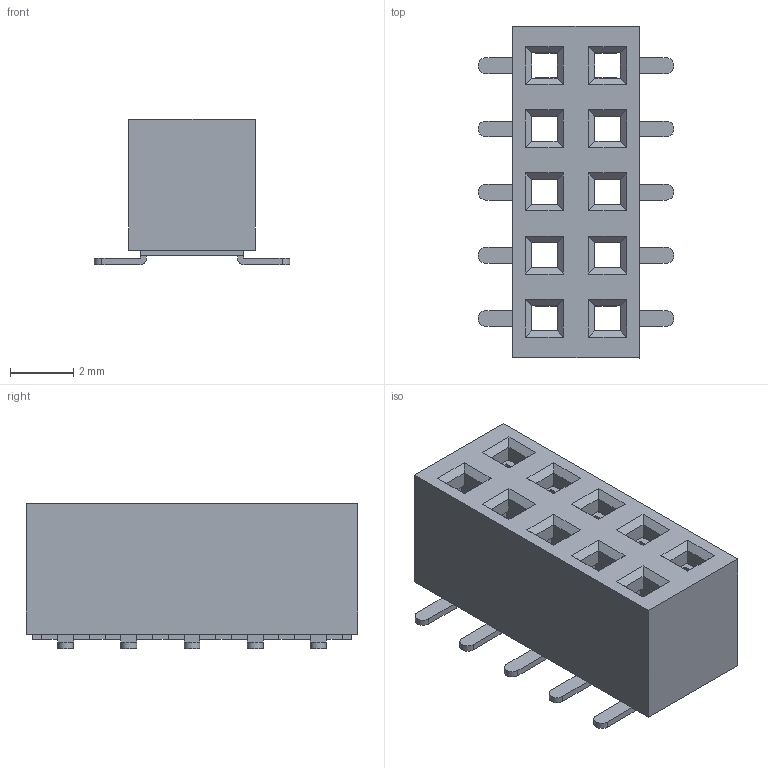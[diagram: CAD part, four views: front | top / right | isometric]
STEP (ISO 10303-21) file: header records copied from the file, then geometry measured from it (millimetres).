
FILE_DESCRIPTION(/* description */ ('Unknown'),/* implementation_level */ '2;1');
FILE_NAME(/* name */ 'J_Wurth_WR-PHD_621010242921',/* time_stamp */ '2025-04-25T15:20:14+08:00',/* author */ ('Unknown'),/* organization */ ('Unknown'),/* preprocessor_version */ 'ST-DEVELOPER v19.4',/* originating_system */ 'Solid Edge',/* authorisation */ 'Unknown');
FILE_SCHEMA (('AUTOMOTIVE_DESIGN {1 0 10303 214 3 1 1}'));
Length unit declared in the file: millimetre
Products named in the file (2): J_Wurth_WR-PHD_621010242921
Assembly tree (1 placements, depth 2):
  J_Wurth_WR-PHD_621010242921
    J_Wurth_WR-PHD_621010242921
Bounding box: 6.2 x 10.5 x 4.6 mm (x, y, z)
Volume: 124.9 mm3; surface area: 667.9 mm2
Topology: 11 solids, 11 shells, 851 faces, 2294 edges, 1466 vertices
Faces by surface type: plane 581, cylinder 250, bspline 20
Entity records: 26988 total; most frequent: CARTESIAN_POINT 5373, ORIENTED_EDGE 4588, DIRECTION 4350, EDGE_CURVE 2294, LINE 1724, VECTOR 1724, VERTEX_POINT 1466, AXIS2_PLACEMENT_3D 1313
